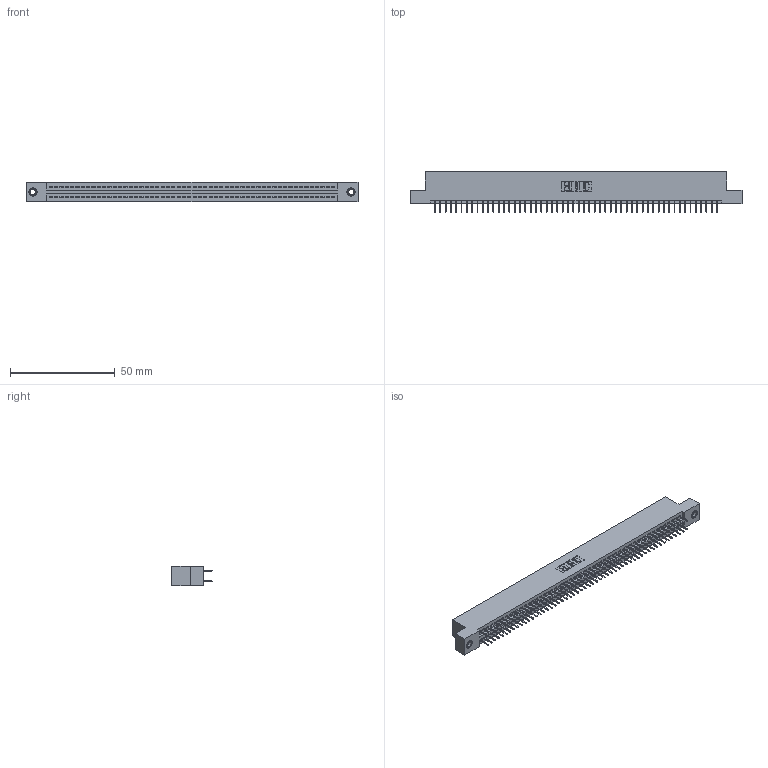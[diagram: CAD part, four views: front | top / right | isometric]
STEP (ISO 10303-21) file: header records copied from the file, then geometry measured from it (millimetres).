
FILE_DESCRIPTION (( 'STEP AP203' ), '1' );
FILE_NAME ('395-108-524-207.STEP', '2018-11-30T21:07:04', ( '' ), ( '' ), 'SwSTEP 2.0', 'SolidWorks 2016', '' );
FILE_SCHEMA (( 'CONFIG_CONTROL_DESIGN' ));
Length unit declared in the file: inch
Products named in the file (4): 395-108-524-207; 345 Part_Flush Mounting Lugs - 0.156 Dia-TI; 345-250-001_345-250-005-103; 345-292-001_345-293-124
Assembly tree (111 placements, depth 2):
  395-108-524-207
    345 Part_Flush Mounting Lugs - 0.156 Dia-TI
    345-292-001_345-293-124  x108
    345-250-001_345-250-005-103  x2
Bounding box: 158.37 x 19.35 x 9.4 mm (x, y, z)
Volume: 15318.6 mm3; surface area: 22472.3 mm2
Topology: 111 solids, 111 shells, 6018 faces, 17001 edges, 10894 vertices
Faces by surface type: plane 4324, cylinder 1678, cone 12, torus 4
Entity records: 42014 total; most frequent: CARTESIAN_POINT 7011, ORIENTED_EDGE 6938, DIRECTION 6195, EDGE_CURVE 3469, LINE 3105, VECTOR 3105, VERTEX_POINT 2304, AXIS2_PLACEMENT_3D 1545
